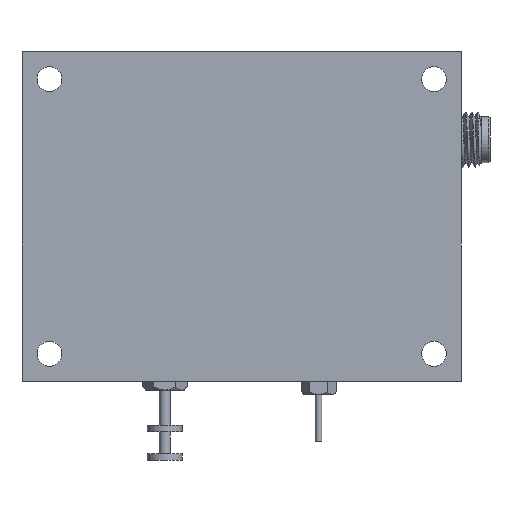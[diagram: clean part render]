
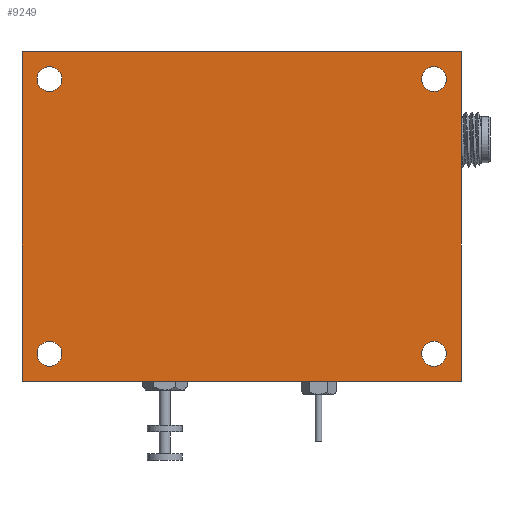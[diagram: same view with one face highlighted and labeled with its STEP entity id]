
A CAD part, front view. The second image highlights one B-rep face of the part: STEP entity #9249.
In plain terms, the highlighted planar face has unit normal (0, -1, 0).
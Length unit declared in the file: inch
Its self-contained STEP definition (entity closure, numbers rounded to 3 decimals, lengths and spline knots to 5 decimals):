
#7 = CIRCLE ( 'NONE', #40100, 0.0565 ) ;
#1146 = CARTESIAN_POINT ( 'NONE',  ( 0., 0., 0. ) ) ;
#1198 = DIRECTION ( 'NONE',  ( -1., 0., 0. ) ) ;
#1321 = LINE ( 'NONE', #11761, #36910 ) ;
#1549 = CARTESIAN_POINT ( 'NONE',  ( -0.875, 0., 0.625 ) ) ;
#1759 = CARTESIAN_POINT ( 'NONE',  ( 0.875, 0., 0.625 ) ) ;
#3996 = CARTESIAN_POINT ( 'NONE',  ( -1., 0., -0.75 ) ) ;
#5089 = CIRCLE ( 'NONE', #64679, 0.0565 ) ;
#6683 = LINE ( 'NONE', #40034, #61874 ) ;
#6913 = EDGE_CURVE ( 'NONE', #12127, #12127, #18081, .T. ) ;
#7499 = DIRECTION ( 'NONE',  ( -1., 0., 0. ) ) ;
#9249 = ADVANCED_FACE ( 'NONE', ( #60017, #28432, #27703, #28067, #16959 ), #33084, .T. ) ;
#9876 = ORIENTED_EDGE ( 'NONE', *, *, #53429, .F. ) ;
#11761 = CARTESIAN_POINT ( 'NONE',  ( 1., 0., 0.75 ) ) ;
#12127 = VERTEX_POINT ( 'NONE', #60222 ) ;
#12422 = DIRECTION ( 'NONE',  ( 0., 0., 1. ) ) ;
#13204 = AXIS2_PLACEMENT_3D ( 'NONE', #1146, #49251, #17303 ) ;
#13433 = EDGE_CURVE ( 'NONE', #42858, #28158, #54447, .T. ) ;
#14113 = VERTEX_POINT ( 'NONE', #60104 ) ;
#14431 = DIRECTION ( 'NONE',  ( -1., 0., 0. ) ) ;
#15939 = ORIENTED_EDGE ( 'NONE', *, *, #37623, .F. ) ;
#16051 = EDGE_LOOP ( 'NONE', ( #48878, #38176, #29643, #65286 ) ) ;
#16959 = FACE_BOUND ( 'NONE', #68367, .T. ) ;
#17303 = DIRECTION ( 'NONE',  ( -1., 0., 0. ) ) ;
#18081 = CIRCLE ( 'NONE', #58229, 0.0565 ) ;
#21362 = VERTEX_POINT ( 'NONE', #37165 ) ;
#21694 = CARTESIAN_POINT ( 'NONE',  ( -0.875, 0., -0.625 ) ) ;
#22368 = EDGE_LOOP ( 'NONE', ( #33471 ) ) ;
#24182 = CARTESIAN_POINT ( 'NONE',  ( -1., 0., 0.75 ) ) ;
#24651 = VERTEX_POINT ( 'NONE', #68449 ) ;
#27104 = DIRECTION ( 'NONE',  ( 0., -1., 0. ) ) ;
#27703 = FACE_BOUND ( 'NONE', #54238, .T. ) ;
#28067 = FACE_BOUND ( 'NONE', #61564, .T. ) ;
#28158 = VERTEX_POINT ( 'NONE', #45438 ) ;
#28432 = FACE_BOUND ( 'NONE', #22368, .T. ) ;
#29643 = ORIENTED_EDGE ( 'NONE', *, *, #37338, .F. ) ;
#33084 = PLANE ( 'NONE',  #13204 ) ;
#33471 = ORIENTED_EDGE ( 'NONE', *, *, #6913, .F. ) ;
#34647 = CARTESIAN_POINT ( 'NONE',  ( -1., 0., 0.75 ) ) ;
#36910 = VECTOR ( 'NONE', #54477, 39.37008 ) ;
#37162 = CIRCLE ( 'NONE', #48589, 0.0565 ) ;
#37165 = CARTESIAN_POINT ( 'NONE',  ( 0.8185, 0., -0.625 ) ) ;
#37338 = EDGE_CURVE ( 'NONE', #38325, #42858, #6683, .T. ) ;
#37623 = EDGE_CURVE ( 'NONE', #24651, #24651, #7, .T. ) ;
#38176 = ORIENTED_EDGE ( 'NONE', *, *, #13433, .F. ) ;
#38325 = VERTEX_POINT ( 'NONE', #70210 ) ;
#40034 = CARTESIAN_POINT ( 'NONE',  ( -1., 0., 0.75 ) ) ;
#40100 = AXIS2_PLACEMENT_3D ( 'NONE', #1549, #55757, #1198 ) ;
#41035 = EDGE_CURVE ( 'NONE', #41160, #41160, #37162, .T. ) ;
#41160 = VERTEX_POINT ( 'NONE', #63041 ) ;
#42858 = VERTEX_POINT ( 'NONE', #24182 ) ;
#45438 = CARTESIAN_POINT ( 'NONE',  ( 1., 0., 0.75 ) ) ;
#46244 = DIRECTION ( 'NONE',  ( 0., -1., 0. ) ) ;
#48182 = EDGE_CURVE ( 'NONE', #28158, #14113, #1321, .T. ) ;
#48589 = AXIS2_PLACEMENT_3D ( 'NONE', #1759, #46244, #7499 ) ;
#48878 = ORIENTED_EDGE ( 'NONE', *, *, #48182, .F. ) ;
#49251 = DIRECTION ( 'NONE',  ( 0., -1., 0. ) ) ;
#52478 = LINE ( 'NONE', #3996, #66821 ) ;
#53227 = DIRECTION ( 'NONE',  ( 0., -1., 0. ) ) ;
#53429 = EDGE_CURVE ( 'NONE', #21362, #21362, #5089, .T. ) ;
#54238 = EDGE_LOOP ( 'NONE', ( #9876 ) ) ;
#54447 = LINE ( 'NONE', #34647, #61455 ) ;
#54477 = DIRECTION ( 'NONE',  ( 0., 0., -1. ) ) ;
#55757 = DIRECTION ( 'NONE',  ( 0., -1., 0. ) ) ;
#56202 = DIRECTION ( 'NONE',  ( 1., 0., 0. ) ) ;
#57922 = DIRECTION ( 'NONE',  ( -1., 0., 0. ) ) ;
#58204 = EDGE_CURVE ( 'NONE', #14113, #38325, #52478, .T. ) ;
#58229 = AXIS2_PLACEMENT_3D ( 'NONE', #21694, #27104, #59764 ) ;
#59764 = DIRECTION ( 'NONE',  ( -1., 0., 0. ) ) ;
#60017 = FACE_OUTER_BOUND ( 'NONE', #16051, .T. ) ;
#60104 = CARTESIAN_POINT ( 'NONE',  ( 1., 0., -0.75 ) ) ;
#60222 = CARTESIAN_POINT ( 'NONE',  ( -0.9315, 0., -0.625 ) ) ;
#61084 = ORIENTED_EDGE ( 'NONE', *, *, #41035, .F. ) ;
#61455 = VECTOR ( 'NONE', #56202, 39.37008 ) ;
#61564 = EDGE_LOOP ( 'NONE', ( #61084 ) ) ;
#61874 = VECTOR ( 'NONE', #12422, 39.37008 ) ;
#63041 = CARTESIAN_POINT ( 'NONE',  ( 0.8185, 0., 0.625 ) ) ;
#64679 = AXIS2_PLACEMENT_3D ( 'NONE', #64705, #53227, #57922 ) ;
#64705 = CARTESIAN_POINT ( 'NONE',  ( 0.875, 0., -0.625 ) ) ;
#65286 = ORIENTED_EDGE ( 'NONE', *, *, #58204, .F. ) ;
#66821 = VECTOR ( 'NONE', #14431, 39.37008 ) ;
#68367 = EDGE_LOOP ( 'NONE', ( #15939 ) ) ;
#68449 = CARTESIAN_POINT ( 'NONE',  ( -0.9315, 0., 0.625 ) ) ;
#70210 = CARTESIAN_POINT ( 'NONE',  ( -1., 0., -0.75 ) ) ;
